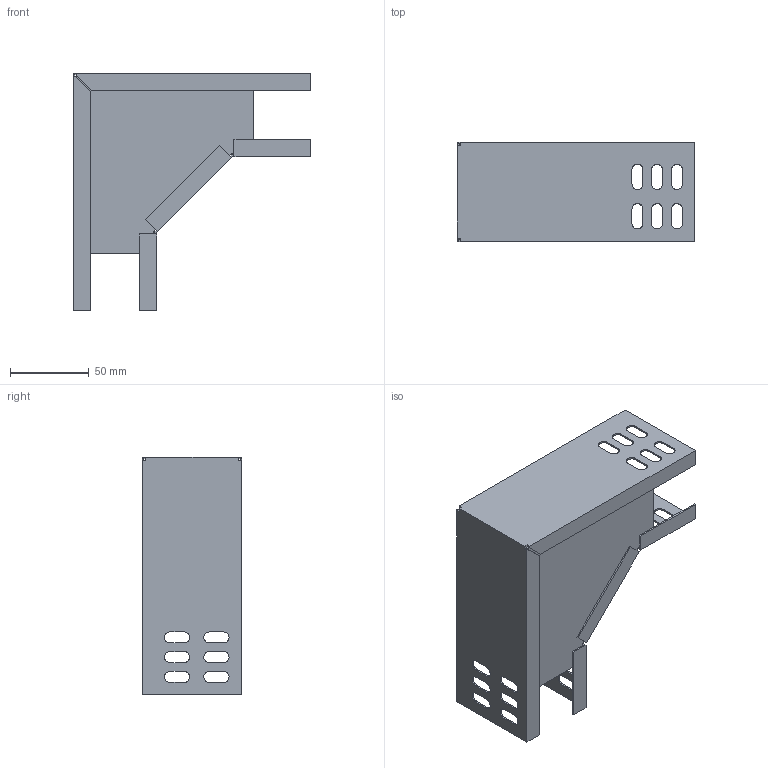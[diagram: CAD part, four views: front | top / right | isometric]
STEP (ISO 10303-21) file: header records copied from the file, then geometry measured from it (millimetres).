
FILE_DESCRIPTION (( 'STEP AP214' ), '1' );
FILE_NAME ('7124430.stp', '2020-01-08T14:52:45', ( '' ), ( '' ), 'SwSTEP 2.0', 'SolidWorks 2018', '' );
FILE_SCHEMA (( 'AUTOMOTIVE_DESIGN' ));
Length unit declared in the file: millimetre
Products named in the file (4): 121401_H=60; 001239_Standard; 121402_H=60; 7124430
Assembly tree (3 placements, depth 2):
  7124430
    001239_Standard
    121402_H=60
    121401_H=60
Bounding box: 151.03 x 63 x 151.03 mm (x, y, z)
Volume: 50941.3 mm3; surface area: 95017.8 mm2
Topology: 3 solids, 3 shells, 175 faces, 508 edges, 339 vertices
Faces by surface type: plane 123, cylinder 48, bspline 4
Entity records: 7961 total; most frequent: CARTESIAN_POINT 1096, ORIENTED_EDGE 1016, DIRECTION 950, EDGE_CURVE 508, VECTOR 404, LINE 404, VERTEX_POINT 339, AXIS2_PLACEMENT_3D 273
